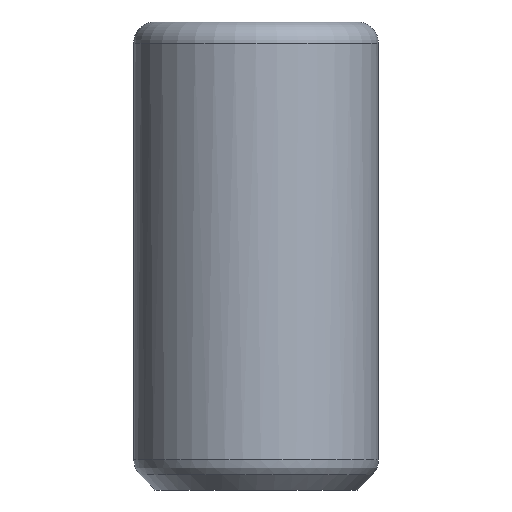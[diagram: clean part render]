
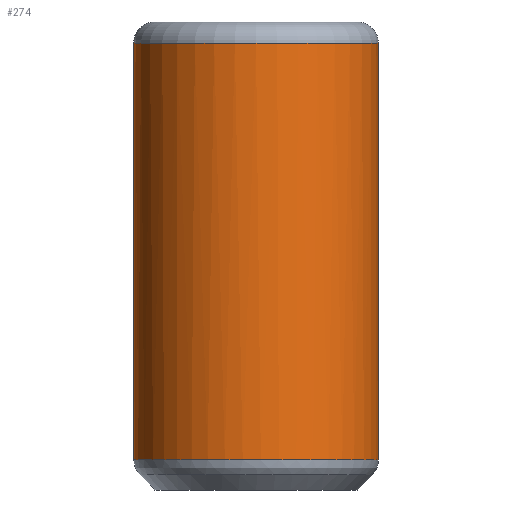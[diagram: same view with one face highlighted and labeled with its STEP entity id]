
A CAD part, front view. The second image highlights one B-rep face of the part: STEP entity #274.
In plain terms, the highlighted cylindrical face has radius 5.75 mm (diameter 11.5 mm), a full revolution.
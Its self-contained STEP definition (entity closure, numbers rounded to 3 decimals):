
#209 = TOROIDAL_SURFACE('',#210,4.75,1.);
#210 = AXIS2_PLACEMENT_3D('',#211,#212,#213);
#211 = CARTESIAN_POINT('',(0.,0.,21.));
#212 = DIRECTION('',(0.,0.,1.));
#213 = DIRECTION('',(1.,0.,-0.));
#225 = VERTEX_POINT('',#226);
#226 = CARTESIAN_POINT('',(5.75,0.,21.));
#246 = EDGE_CURVE('',#225,#225,#247,.T.);
#247 = SURFACE_CURVE('',#248,(#253,#260),.PCURVE_S1.);
#248 = CIRCLE('',#249,5.75);
#249 = AXIS2_PLACEMENT_3D('',#250,#251,#252);
#250 = CARTESIAN_POINT('',(0.,0.,21.));
#251 = DIRECTION('',(0.,0.,1.));
#252 = DIRECTION('',(1.,0.,-0.));
#253 = PCURVE('',#209,#254);
#254 = DEFINITIONAL_REPRESENTATION('',(#255),#259);
#255 = LINE('',#256,#257);
#256 = CARTESIAN_POINT('',(0.,0.));
#257 = VECTOR('',#258,1.);
#258 = DIRECTION('',(1.,0.));
#259 = ( GEOMETRIC_REPRESENTATION_CONTEXT(2) 
PARAMETRIC_REPRESENTATION_CONTEXT() REPRESENTATION_CONTEXT('2D SPACE',''
  ) );
#260 = PCURVE('',#261,#266);
#261 = CYLINDRICAL_SURFACE('',#262,5.75);
#262 = AXIS2_PLACEMENT_3D('',#263,#264,#265);
#263 = CARTESIAN_POINT('',(0.,0.,0.));
#264 = DIRECTION('',(-0.,-0.,-1.));
#265 = DIRECTION('',(1.,0.,0.));
#266 = DEFINITIONAL_REPRESENTATION('',(#267),#271);
#267 = LINE('',#268,#269);
#268 = CARTESIAN_POINT('',(-0.,-21.));
#269 = VECTOR('',#270,1.);
#270 = DIRECTION('',(-1.,0.));
#271 = ( GEOMETRIC_REPRESENTATION_CONTEXT(2) 
PARAMETRIC_REPRESENTATION_CONTEXT() REPRESENTATION_CONTEXT('2D SPACE',''
  ) );
#274 = ADVANCED_FACE('',(#275),#261,.T.);
#275 = FACE_BOUND('',#276,.F.);
#276 = EDGE_LOOP('',(#277,#300,#301,#302));
#277 = ORIENTED_EDGE('',*,*,#278,.T.);
#278 = EDGE_CURVE('',#279,#225,#281,.T.);
#279 = VERTEX_POINT('',#280);
#280 = CARTESIAN_POINT('',(5.75,0.,1.414));
#281 = SEAM_CURVE('',#282,(#286,#293),.PCURVE_S1.);
#282 = LINE('',#283,#284);
#283 = CARTESIAN_POINT('',(5.75,0.,0.));
#284 = VECTOR('',#285,1.);
#285 = DIRECTION('',(0.,0.,1.));
#286 = PCURVE('',#261,#287);
#287 = DEFINITIONAL_REPRESENTATION('',(#288),#292);
#288 = LINE('',#289,#290);
#289 = CARTESIAN_POINT('',(-0.,0.));
#290 = VECTOR('',#291,1.);
#291 = DIRECTION('',(-0.,-1.));
#292 = ( GEOMETRIC_REPRESENTATION_CONTEXT(2) 
PARAMETRIC_REPRESENTATION_CONTEXT() REPRESENTATION_CONTEXT('2D SPACE',''
  ) );
#293 = PCURVE('',#261,#294);
#294 = DEFINITIONAL_REPRESENTATION('',(#295),#299);
#295 = LINE('',#296,#297);
#296 = CARTESIAN_POINT('',(-6.283,0.));
#297 = VECTOR('',#298,1.);
#298 = DIRECTION('',(-0.,-1.));
#299 = ( GEOMETRIC_REPRESENTATION_CONTEXT(2) 
PARAMETRIC_REPRESENTATION_CONTEXT() REPRESENTATION_CONTEXT('2D SPACE',''
  ) );
#300 = ORIENTED_EDGE('',*,*,#246,.T.);
#301 = ORIENTED_EDGE('',*,*,#278,.F.);
#302 = ORIENTED_EDGE('',*,*,#303,.F.);
#303 = EDGE_CURVE('',#279,#279,#304,.T.);
#304 = SURFACE_CURVE('',#305,(#320,#342),.PCURVE_S1.);
#305 = ( BOUNDED_CURVE() B_SPLINE_CURVE(13,(#306,#307,#308,#309,#310,
    #311,#312,#313,#314,#315,#316,#317,#318,#319),.UNSPECIFIED.,.T.,.F.)
 B_SPLINE_CURVE_WITH_KNOTS((14,14),(0.,36.128),
.PIECEWISE_BEZIER_KNOTS.) CURVE() GEOMETRIC_REPRESENTATION_ITEM() 
RATIONAL_B_SPLINE_CURVE((1.,1.,1.,1.,
    1.,1.,1.,1.,
    1.,1.,1.,1.,1.,1.)) 
REPRESENTATION_ITEM('') );
#306 = CARTESIAN_POINT('',(5.75,0.,1.414));
#307 = CARTESIAN_POINT('',(5.75,2.739,1.414)
  );
#308 = CARTESIAN_POINT('',(4.334,5.541,1.414)
  );
#309 = CARTESIAN_POINT('',(1.421,7.545,1.414)
  );
#310 = CARTESIAN_POINT('',(-2.587,7.852,1.414
    ));
#311 = CARTESIAN_POINT('',(-6.05,5.717,1.414
    ));
#312 = CARTESIAN_POINT('',(-8.59,2.599,1.414)
  );
#313 = CARTESIAN_POINT('',(-8.59,-2.599,
    1.414));
#314 = CARTESIAN_POINT('',(-6.05,-5.717,
    1.414));
#315 = CARTESIAN_POINT('',(-2.587,-7.852,1.414
    ));
#316 = CARTESIAN_POINT('',(1.421,-7.545,1.414));
#317 = CARTESIAN_POINT('',(4.334,-5.541,1.414)
  );
#318 = CARTESIAN_POINT('',(5.75,-2.739,1.414
    ));
#319 = CARTESIAN_POINT('',(5.75,0.,1.414));
#320 = PCURVE('',#261,#321);
#321 = DEFINITIONAL_REPRESENTATION('',(#322),#341);
#322 = B_SPLINE_CURVE_WITH_KNOTS('',9,(#323,#324,#325,#326,#327,#328,
    #329,#330,#331,#332,#333,#334,#335,#336,#337,#338,#339,#340),
  .UNSPECIFIED.,.F.,.F.,(10,8,10),(0.,18.064,
    36.128),.UNSPECIFIED.);
#323 = CARTESIAN_POINT('',(0.,-1.414));
#324 = CARTESIAN_POINT('',(-0.344,-1.414));
#325 = CARTESIAN_POINT('',(-0.694,-1.414));
#326 = CARTESIAN_POINT('',(-1.045,-1.414));
#327 = CARTESIAN_POINT('',(-1.396,-1.414));
#328 = CARTESIAN_POINT('',(-1.745,-1.414));
#329 = CARTESIAN_POINT('',(-2.095,-1.414));
#330 = CARTESIAN_POINT('',(-2.443,-1.414));
#331 = CARTESIAN_POINT('',(-2.793,-1.414));
#332 = CARTESIAN_POINT('',(-3.491,-1.414));
#333 = CARTESIAN_POINT('',(-3.84,-1.414));
#334 = CARTESIAN_POINT('',(-4.189,-1.414));
#335 = CARTESIAN_POINT('',(-4.538,-1.414));
#336 = CARTESIAN_POINT('',(-4.887,-1.414));
#337 = CARTESIAN_POINT('',(-5.238,-1.414));
#338 = CARTESIAN_POINT('',(-5.589,-1.414));
#339 = CARTESIAN_POINT('',(-5.939,-1.414));
#340 = CARTESIAN_POINT('',(-6.283,-1.414));
#341 = ( GEOMETRIC_REPRESENTATION_CONTEXT(2) 
PARAMETRIC_REPRESENTATION_CONTEXT() REPRESENTATION_CONTEXT('2D SPACE',''
  ) );
#342 = PCURVE('',#343,#386);
#343 = ( BOUNDED_SURFACE() B_SPLINE_SURFACE(2,13,(
    (#344,#345,#346,#347,#348,#349,#350,#351,#352,#353,#354,#355,#356
      ,#357)
    ,(#358,#359,#360,#361,#362,#363,#364,#365,#366,#367,#368,#369,#370
      ,#371)
    ,(#372,#373,#374,#375,#376,#377,#378,#379,#380,#381,#382,#383,#384
,#385
    )),.UNSPECIFIED.,.F.,.T.,.F.) B_SPLINE_SURFACE_WITH_KNOTS((3,3),(14,
    14),(0.,36.128),(0.,36.128),
.PIECEWISE_BEZIER_KNOTS.) GEOMETRIC_REPRESENTATION_ITEM() 
RATIONAL_B_SPLINE_SURFACE((
    (1.,1.,1.,1.,1.,1.
      ,1.,1.,1.,1.
      ,1.,1.,1.,1.)
    ,(0.924,0.924,0.924,0.924
      ,0.924,0.924,0.924,0.924
      ,0.924,0.924,0.924,0.924
      ,0.924,0.924)
    ,(1.,1.,1.,1.,1.,1.
      ,1.,1.,1.,1.
,1.,1.,1.,1.
  ))) REPRESENTATION_ITEM('') SURFACE() );
#344 = CARTESIAN_POINT('',(5.75,0.,1.414));
#345 = CARTESIAN_POINT('',(5.75,2.739,1.414)
  );
#346 = CARTESIAN_POINT('',(4.334,5.541,1.414)
  );
#347 = CARTESIAN_POINT('',(1.421,7.545,1.414)
  );
#348 = CARTESIAN_POINT('',(-2.587,7.852,1.414
    ));
#349 = CARTESIAN_POINT('',(-6.05,5.717,1.414
    ));
#350 = CARTESIAN_POINT('',(-8.59,2.599,1.414)
  );
#351 = CARTESIAN_POINT('',(-8.59,-2.599,
    1.414));
#352 = CARTESIAN_POINT('',(-6.05,-5.717,
    1.414));
#353 = CARTESIAN_POINT('',(-2.587,-7.852,1.414
    ));
#354 = CARTESIAN_POINT('',(1.421,-7.545,1.414));
#355 = CARTESIAN_POINT('',(4.334,-5.541,1.414)
  );
#356 = CARTESIAN_POINT('',(5.75,-2.739,1.414
    ));
#357 = CARTESIAN_POINT('',(5.75,0.,1.414));
#358 = CARTESIAN_POINT('',(5.75,0.,1.));
#359 = CARTESIAN_POINT('',(5.75,2.739,1.));
#360 = CARTESIAN_POINT('',(4.334,5.541,1.));
#361 = CARTESIAN_POINT('',(1.421,7.545,1.)
  );
#362 = CARTESIAN_POINT('',(-2.587,7.852,1.
    ));
#363 = CARTESIAN_POINT('',(-6.05,5.717,1.
    ));
#364 = CARTESIAN_POINT('',(-8.59,2.599,1.
    ));
#365 = CARTESIAN_POINT('',(-8.59,-2.599,
    1.));
#366 = CARTESIAN_POINT('',(-6.05,-5.717,
    1.));
#367 = CARTESIAN_POINT('',(-2.587,-7.852,
    1.));
#368 = CARTESIAN_POINT('',(1.421,-7.545,1.)
  );
#369 = CARTESIAN_POINT('',(4.334,-5.541,1.));
#370 = CARTESIAN_POINT('',(5.75,-2.739,1.));
#371 = CARTESIAN_POINT('',(5.75,0.,1.));
#372 = CARTESIAN_POINT('',(5.457,0.,0.707));
#373 = CARTESIAN_POINT('',(5.457,2.599,0.707)
  );
#374 = CARTESIAN_POINT('',(4.114,5.259,0.707)
  );
#375 = CARTESIAN_POINT('',(1.349,7.16,0.707)
  );
#376 = CARTESIAN_POINT('',(-2.455,7.452,0.707)
  );
#377 = CARTESIAN_POINT('',(-5.742,5.426,0.707
    ));
#378 = CARTESIAN_POINT('',(-8.152,2.467,0.707)
  );
#379 = CARTESIAN_POINT('',(-8.152,-2.467,0.707
    ));
#380 = CARTESIAN_POINT('',(-5.742,-5.426,
    0.707));
#381 = CARTESIAN_POINT('',(-2.455,-7.452,
    0.707));
#382 = CARTESIAN_POINT('',(1.349,-7.16,0.707
    ));
#383 = CARTESIAN_POINT('',(4.114,-5.259,0.707
    ));
#384 = CARTESIAN_POINT('',(5.457,-2.599,0.707
    ));
#385 = CARTESIAN_POINT('',(5.457,0.,
    0.707));
#386 = DEFINITIONAL_REPRESENTATION('',(#387),#391);
#387 = LINE('',#388,#389);
#388 = CARTESIAN_POINT('',(0.,0.));
#389 = VECTOR('',#390,1.);
#390 = DIRECTION('',(0.,1.));
#391 = ( GEOMETRIC_REPRESENTATION_CONTEXT(2) 
PARAMETRIC_REPRESENTATION_CONTEXT() REPRESENTATION_CONTEXT('2D SPACE',''
  ) );
